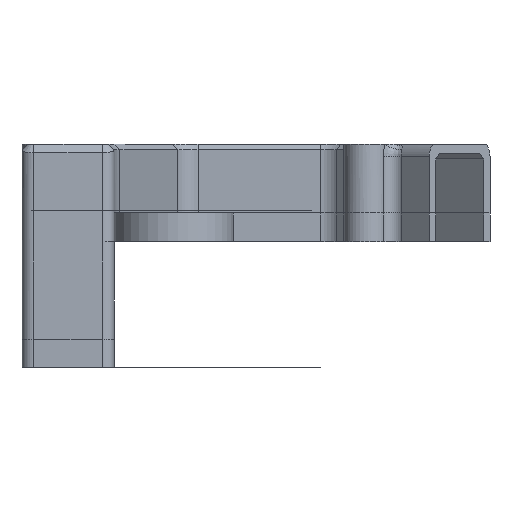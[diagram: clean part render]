
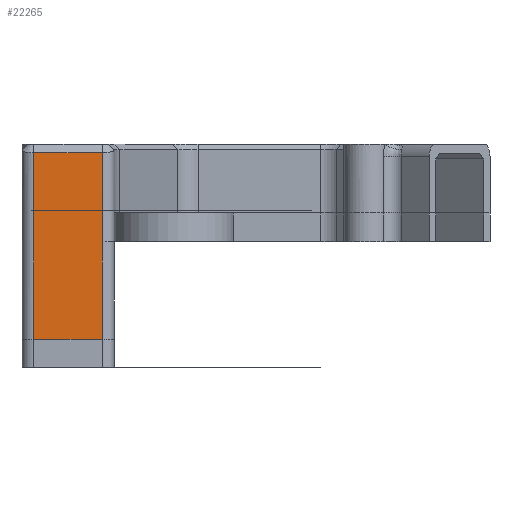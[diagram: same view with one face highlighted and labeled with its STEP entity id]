
A CAD part, front view. The second image highlights one B-rep face of the part: STEP entity #22265.
In plain terms, the highlighted planar face has unit normal (0, -1, 0).
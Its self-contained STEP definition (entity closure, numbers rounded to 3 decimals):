
#10669 = PLANE('',#10670);
#10670 = AXIS2_PLACEMENT_3D('',#10671,#10672,#10673);
#10671 = CARTESIAN_POINT('',(236.302,325.53,
    37.));
#10672 = DIRECTION('',(0.,-1.,0.));
#10673 = DIRECTION('',(1.,0.,0.));
#13555 = CYLINDRICAL_SURFACE('',#13556,2.);
#13556 = AXIS2_PLACEMENT_3D('',#13557,#13558,#13559);
#13557 = CARTESIAN_POINT('',(248.303,327.53,
    65.));
#13558 = DIRECTION('',(0.,0.,-1.));
#13559 = DIRECTION('',(0.7,-0.714,0.
    ));
#16572 = VERTEX_POINT('',#16573);
#16573 = CARTESIAN_POINT('',(236.302,325.53,
    37.));
#16633 = CYLINDRICAL_SURFACE('',#16634,2.);
#16634 = AXIS2_PLACEMENT_3D('',#16635,#16636,#16637);
#16635 = CARTESIAN_POINT('',(236.302,327.53,
    72.));
#16636 = DIRECTION('',(0.,0.,-1.));
#16637 = DIRECTION('',(-0.71,-0.704,
    0.));
#16779 = VERTEX_POINT('',#16780);
#16780 = CARTESIAN_POINT('',(248.303,325.53,
    37.));
#16829 = EDGE_CURVE('',#16572,#16779,#16830,.T.);
#16830 = SURFACE_CURVE('',#16831,(#16835,#16842),.PCURVE_S1.);
#16831 = LINE('',#16832,#16833);
#16832 = CARTESIAN_POINT('',(253.162,325.53,
    37.));
#16833 = VECTOR('',#16834,1.);
#16834 = DIRECTION('',(1.,0.,0.));
#16835 = PCURVE('',#10669,#16836);
#16836 = DEFINITIONAL_REPRESENTATION('',(#16837),#16841);
#16837 = LINE('',#16838,#16839);
#16838 = CARTESIAN_POINT('',(16.86,0.));
#16839 = VECTOR('',#16840,1.);
#16840 = DIRECTION('',(1.,0.));
#16841 = ( GEOMETRIC_REPRESENTATION_CONTEXT(2) 
PARAMETRIC_REPRESENTATION_CONTEXT() REPRESENTATION_CONTEXT('2D SPACE',''
  ) );
#16842 = PCURVE('',#16843,#16848);
#16843 = PLANE('',#16844);
#16844 = AXIS2_PLACEMENT_3D('',#16845,#16846,#16847);
#16845 = CARTESIAN_POINT('',(233.381,325.53,
    65.));
#16846 = DIRECTION('',(0.,-1.,0.));
#16847 = DIRECTION('',(1.,0.,0.));
#16848 = DEFINITIONAL_REPRESENTATION('',(#16849),#16853);
#16849 = LINE('',#16850,#16851);
#16850 = CARTESIAN_POINT('',(19.781,-28.));
#16851 = VECTOR('',#16852,1.);
#16852 = DIRECTION('',(1.,0.));
#16853 = ( GEOMETRIC_REPRESENTATION_CONTEXT(2) 
PARAMETRIC_REPRESENTATION_CONTEXT() REPRESENTATION_CONTEXT('2D SPACE',''
  ) );
#20317 = PLANE('',#20318);
#20318 = AXIS2_PLACEMENT_3D('',#20319,#20320,#20321);
#20319 = CARTESIAN_POINT('',(255.603,326.53,
    70.5));
#20320 = DIRECTION('',(0.,-0.707,0.707));
#20321 = DIRECTION('',(1.,0.,0.));
#20336 = VERTEX_POINT('',#20337);
#20337 = CARTESIAN_POINT('',(248.303,325.53,
    69.5));
#20362 = EDGE_CURVE('',#20336,#16779,#20363,.T.);
#20363 = SURFACE_CURVE('',#20364,(#20368,#20375),.PCURVE_S1.);
#20364 = LINE('',#20365,#20366);
#20365 = CARTESIAN_POINT('',(248.303,325.53,
    65.));
#20366 = VECTOR('',#20367,1.);
#20367 = DIRECTION('',(0.,0.,-1.));
#20368 = PCURVE('',#13555,#20369);
#20369 = DEFINITIONAL_REPRESENTATION('',(#20370),#20374);
#20370 = LINE('',#20371,#20372);
#20371 = CARTESIAN_POINT('',(7.059,0.));
#20372 = VECTOR('',#20373,1.);
#20373 = DIRECTION('',(0.,1.));
#20374 = ( GEOMETRIC_REPRESENTATION_CONTEXT(2) 
PARAMETRIC_REPRESENTATION_CONTEXT() REPRESENTATION_CONTEXT('2D SPACE',''
  ) );
#20375 = PCURVE('',#16843,#20376);
#20376 = DEFINITIONAL_REPRESENTATION('',(#20377),#20381);
#20377 = LINE('',#20378,#20379);
#20378 = CARTESIAN_POINT('',(14.922,0.));
#20379 = VECTOR('',#20380,1.);
#20380 = DIRECTION('',(0.,-1.));
#20381 = ( GEOMETRIC_REPRESENTATION_CONTEXT(2) 
PARAMETRIC_REPRESENTATION_CONTEXT() REPRESENTATION_CONTEXT('2D SPACE',''
  ) );
#21508 = CONICAL_SURFACE('',#21509,1.5,0.785);
#21509 = AXIS2_PLACEMENT_3D('',#21510,#21511,#21512);
#21510 = CARTESIAN_POINT('',(236.312,328.03,
    70.5));
#21511 = DIRECTION('',(0.,0.,-1.));
#21512 = DIRECTION('',(-0.718,-0.696,0.));
#22167 = EDGE_CURVE('',#16572,#22168,#22170,.T.);
#22168 = VERTEX_POINT('',#22169);
#22169 = CARTESIAN_POINT('',(236.302,325.53,
    69.5));
#22170 = SURFACE_CURVE('',#22171,(#22175,#22182),.PCURVE_S1.);
#22171 = LINE('',#22172,#22173);
#22172 = CARTESIAN_POINT('',(236.302,325.53,
    72.));
#22173 = VECTOR('',#22174,1.);
#22174 = DIRECTION('',(0.,0.,1.));
#22175 = PCURVE('',#16633,#22176);
#22176 = DEFINITIONAL_REPRESENTATION('',(#22177),#22181);
#22177 = LINE('',#22178,#22179);
#22178 = CARTESIAN_POINT('',(-0.79,0.));
#22179 = VECTOR('',#22180,1.);
#22180 = DIRECTION('',(0.,-1.));
#22181 = ( GEOMETRIC_REPRESENTATION_CONTEXT(2) 
PARAMETRIC_REPRESENTATION_CONTEXT() REPRESENTATION_CONTEXT('2D SPACE',''
  ) );
#22182 = PCURVE('',#16843,#22183);
#22183 = DEFINITIONAL_REPRESENTATION('',(#22184),#22188);
#22184 = LINE('',#22185,#22186);
#22185 = CARTESIAN_POINT('',(2.921,7.));
#22186 = VECTOR('',#22187,1.);
#22187 = DIRECTION('',(0.,1.));
#22188 = ( GEOMETRIC_REPRESENTATION_CONTEXT(2) 
PARAMETRIC_REPRESENTATION_CONTEXT() REPRESENTATION_CONTEXT('2D SPACE',''
  ) );
#22265 = ADVANCED_FACE('',(#22266),#16843,.T.);
#22266 = FACE_BOUND('',#22267,.T.);
#22267 = EDGE_LOOP('',(#22268,#22269,#22292,#22312,#22313));
#22268 = ORIENTED_EDGE('',*,*,#20362,.F.);
#22269 = ORIENTED_EDGE('',*,*,#22270,.T.);
#22270 = EDGE_CURVE('',#20336,#22271,#22273,.T.);
#22271 = VERTEX_POINT('',#22272);
#22272 = CARTESIAN_POINT('',(236.312,325.53,
    69.5));
#22273 = SURFACE_CURVE('',#22274,(#22278,#22285),.PCURVE_S1.);
#22274 = LINE('',#22275,#22276);
#22275 = CARTESIAN_POINT('',(244.492,325.53,
    69.5));
#22276 = VECTOR('',#22277,1.);
#22277 = DIRECTION('',(-1.,0.,0.));
#22278 = PCURVE('',#16843,#22279);
#22279 = DEFINITIONAL_REPRESENTATION('',(#22280),#22284);
#22280 = LINE('',#22281,#22282);
#22281 = CARTESIAN_POINT('',(11.111,4.5));
#22282 = VECTOR('',#22283,1.);
#22283 = DIRECTION('',(-1.,0.));
#22284 = ( GEOMETRIC_REPRESENTATION_CONTEXT(2) 
PARAMETRIC_REPRESENTATION_CONTEXT() REPRESENTATION_CONTEXT('2D SPACE',''
  ) );
#22285 = PCURVE('',#20317,#22286);
#22286 = DEFINITIONAL_REPRESENTATION('',(#22287),#22291);
#22287 = LINE('',#22288,#22289);
#22288 = CARTESIAN_POINT('',(-11.111,-1.414));
#22289 = VECTOR('',#22290,1.);
#22290 = DIRECTION('',(-1.,0.));
#22291 = ( GEOMETRIC_REPRESENTATION_CONTEXT(2) 
PARAMETRIC_REPRESENTATION_CONTEXT() REPRESENTATION_CONTEXT('2D SPACE',''
  ) );
#22292 = ORIENTED_EDGE('',*,*,#22293,.T.);
#22293 = EDGE_CURVE('',#22271,#22168,#22294,.T.);
#22294 = SURFACE_CURVE('',#22295,(#22299,#22306),.PCURVE_S1.);
#22295 = ( BOUNDED_CURVE() B_SPLINE_CURVE(2,(#22296,#22297,#22298),
.UNSPECIFIED.,.F.,.F.) B_SPLINE_CURVE_WITH_KNOTS((3,3),(10.004,
10.025),.PIECEWISE_BEZIER_KNOTS.) CURVE() 
GEOMETRIC_REPRESENTATION_ITEM() RATIONAL_B_SPLINE_CURVE((14.9
,14.9,14.9)) REPRESENTATION_ITEM('') );
#22296 = CARTESIAN_POINT('',(236.312,325.53,
    69.5));
#22297 = CARTESIAN_POINT('',(236.307,325.53,
    69.5));
#22298 = CARTESIAN_POINT('',(236.302,325.53,
    69.5));
#22299 = PCURVE('',#16843,#22300);
#22300 = DEFINITIONAL_REPRESENTATION('',(#22301),#22305);
#22301 = ( BOUNDED_CURVE() B_SPLINE_CURVE(2,(#22302,#22303,#22304),
.UNSPECIFIED.,.F.,.F.) B_SPLINE_CURVE_WITH_KNOTS((3,3),(10.004,
10.025),.PIECEWISE_BEZIER_KNOTS.) CURVE() 
GEOMETRIC_REPRESENTATION_ITEM() RATIONAL_B_SPLINE_CURVE((14.9
,14.9,14.9)) REPRESENTATION_ITEM('') );
#22302 = CARTESIAN_POINT('',(2.931,4.5));
#22303 = CARTESIAN_POINT('',(2.926,4.5));
#22304 = CARTESIAN_POINT('',(2.921,4.5));
#22305 = ( GEOMETRIC_REPRESENTATION_CONTEXT(2) 
PARAMETRIC_REPRESENTATION_CONTEXT() REPRESENTATION_CONTEXT('2D SPACE',''
  ) );
#22306 = PCURVE('',#21508,#22307);
#22307 = DEFINITIONAL_REPRESENTATION('',(#22308),#22311);
#22308 = B_SPLINE_CURVE_WITH_KNOTS('',1,(#22309,#22310),.UNSPECIFIED.,
  .F.,.F.,(2,2),(10.004,10.025),
  .PIECEWISE_BEZIER_KNOTS.);
#22309 = CARTESIAN_POINT('',(5.483,1.));
#22310 = CARTESIAN_POINT('',(5.487,1.));
#22311 = ( GEOMETRIC_REPRESENTATION_CONTEXT(2) 
PARAMETRIC_REPRESENTATION_CONTEXT() REPRESENTATION_CONTEXT('2D SPACE',''
  ) );
#22312 = ORIENTED_EDGE('',*,*,#22167,.F.);
#22313 = ORIENTED_EDGE('',*,*,#16829,.T.);
